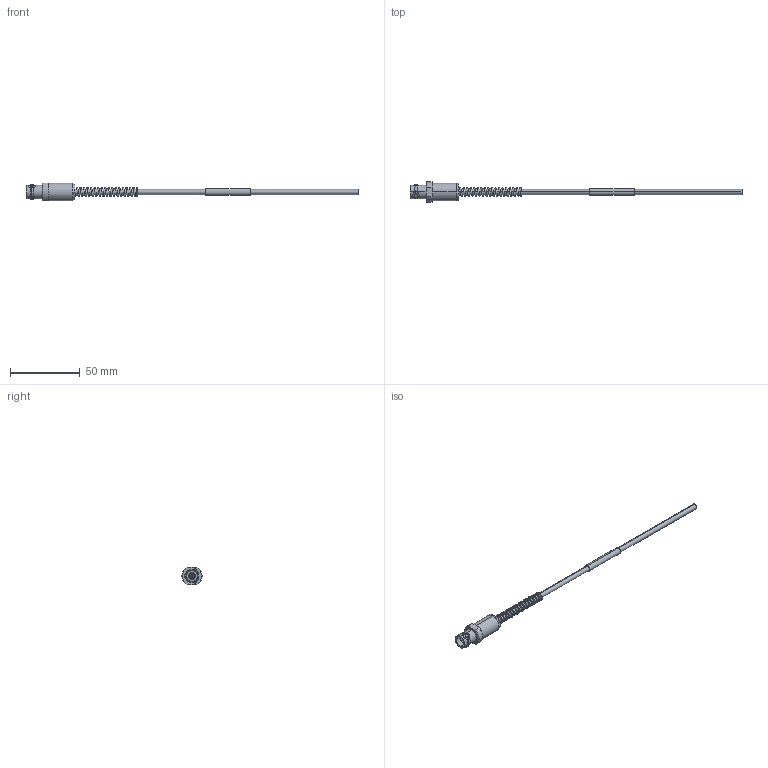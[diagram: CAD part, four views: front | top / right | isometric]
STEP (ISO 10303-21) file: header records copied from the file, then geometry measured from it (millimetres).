
FILE_DESCRIPTION (( 'STEP AP214' ), '1' );
FILE_NAME ('FM3MSA00487_3D.step', '2023-08-21T22:27:19', ( '' ), ( '' ), 'SwSTEP 2.0', 'SolidWorks 2022', '' );
FILE_SCHEMA (( 'AUTOMOTIVE_DESIGN' ));
Length unit declared in the file: inch
Products named in the file (7): Copy of 10-06575-XXX(S1)^FM3MSA00487_LARGE S.R.; Copy of 10-06575-XXX-MA1^Copy of 10-06575-XXX(S1)_FM3MSA00487; Copy of 10-06575-XXX-MA3^Copy of 10-06575-XXX(S1)_FM3MSA00487; Copy of 10-06575-XXX-MA2(S1)^Copy of 10-06575-XXX(S1)_FM3MSA00487_LARGE S.R.; Copy of 1AW01-003^FM3MSA00487_.182 ID x .75" long; FM3MSA00487_3D; Copy of 30-02003^FM3MSA00487_8"
Assembly tree (6 placements, depth 3):
  FM3MSA00487_3D
    Copy of 30-02003^FM3MSA00487_8"
    Copy of 1AW01-003^FM3MSA00487_.182 ID x .75" long
    Copy of 10-06575-XXX(S1)^FM3MSA00487_LARGE S.R.
      Copy of 10-06575-XXX-MA1^Copy of 10-06575-XXX(S1)_FM3MSA00487
      Copy of 10-06575-XXX-MA2(S1)^Copy of 10-06575-XXX(S1)_FM3MSA00487_LARGE S.R.
      Copy of 10-06575-XXX-MA3^Copy of 10-06575-XXX(S1)_FM3MSA00487
Bounding box: 238.38 x 14.45 x 12.7 mm (x, y, z)
Volume: 5599 mm3; surface area: 7506.9 mm2
Topology: 5 solids, 5 shells, 154 faces, 354 edges, 224 vertices
Faces by surface type: cylinder 53, plane 45, cone 42, torus 10, bspline 4
Entity records: 16311 total; most frequent: CARTESIAN_POINT 12408, DIRECTION 747, ORIENTED_EDGE 704, EDGE_CURVE 352, AXIS2_PLACEMENT_3D 318, VERTEX_POINT 224, EDGE_LOOP 176, CIRCLE 158
